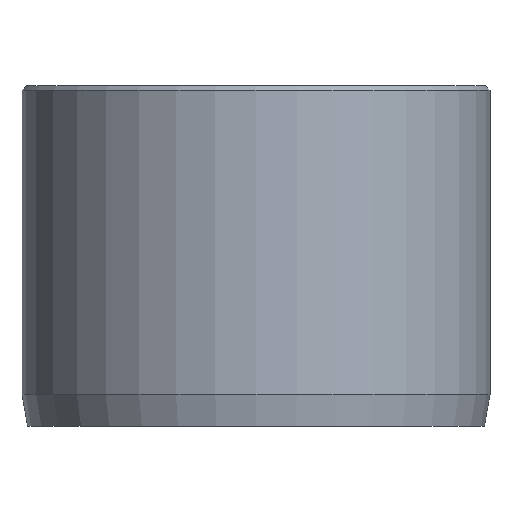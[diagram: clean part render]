
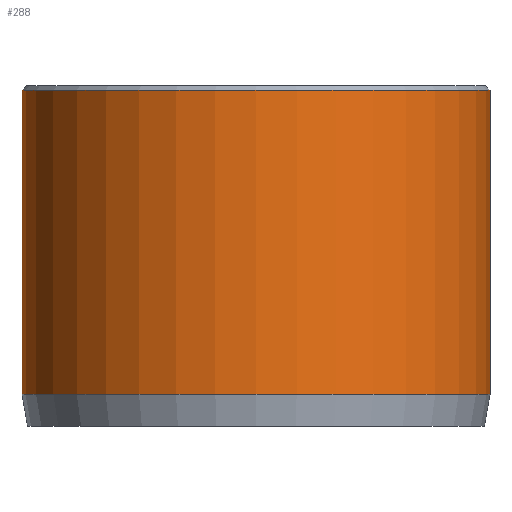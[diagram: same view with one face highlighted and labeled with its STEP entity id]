
A CAD part, front view. The second image highlights one B-rep face of the part: STEP entity #288.
In plain terms, the highlighted cylindrical face has radius 11 mm (diameter 22 mm), a partial arc.
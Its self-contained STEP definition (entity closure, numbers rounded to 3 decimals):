
#19 = VERTEX_POINT ( 'NONE', #639 ) ;
#37 = FACE_OUTER_BOUND ( 'NONE', #644, .T. ) ;
#120 = CARTESIAN_POINT ( 'NONE',  ( 11., 0., 1.5 ) ) ;
#202 = AXIS2_PLACEMENT_3D ( 'NONE', #880, #292, #974 ) ;
#218 = AXIS2_PLACEMENT_3D ( 'NONE', #879, #804, #791 ) ;
#267 = DIRECTION ( 'NONE',  ( 0., 0., -1. ) ) ;
#288 = ADVANCED_FACE ( 'NONE', ( #37 ), #829, .T. ) ;
#290 = ORIENTED_EDGE ( 'NONE', *, *, #679, .T. ) ;
#292 = DIRECTION ( 'NONE',  ( 0., 0., 1. ) ) ;
#325 = VECTOR ( 'NONE', #267, 1000. ) ;
#345 = EDGE_CURVE ( 'NONE', #833, #575, #778, .T. ) ;
#409 = DIRECTION ( 'NONE',  ( 0., 0., -1. ) ) ;
#435 = CIRCLE ( 'NONE', #202, 11. ) ;
#511 = DIRECTION ( 'NONE',  ( 0., 0., -1. ) ) ;
#532 = EDGE_CURVE ( 'NONE', #833, #784, #592, .T. ) ;
#551 = ORIENTED_EDGE ( 'NONE', *, *, #345, .T. ) ;
#575 = VERTEX_POINT ( 'NONE', #1224 ) ;
#592 = LINE ( 'NONE', #856, #325 ) ;
#611 = CARTESIAN_POINT ( 'NONE',  ( -11., 0., 16. ) ) ;
#620 = ORIENTED_EDGE ( 'NONE', *, *, #532, .F. ) ;
#639 = CARTESIAN_POINT ( 'NONE',  ( -11., 0., 1.5 ) ) ;
#644 = EDGE_LOOP ( 'NONE', ( #620, #551, #1045, #290 ) ) ;
#679 = EDGE_CURVE ( 'NONE', #19, #784, #435, .T. ) ;
#778 = CIRCLE ( 'NONE', #218, 11. ) ;
#784 = VERTEX_POINT ( 'NONE', #120 ) ;
#791 = DIRECTION ( 'NONE',  ( 1., 0., 0. ) ) ;
#803 = EDGE_CURVE ( 'NONE', #575, #19, #864, .T. ) ;
#804 = DIRECTION ( 'NONE',  ( 0., 0., -1. ) ) ;
#829 = CYLINDRICAL_SURFACE ( 'NONE', #1205, 11. ) ;
#833 = VERTEX_POINT ( 'NONE', #840 ) ;
#840 = CARTESIAN_POINT ( 'NONE',  ( 11., 0., 15.8 ) ) ;
#856 = CARTESIAN_POINT ( 'NONE',  ( 11., 0., 16. ) ) ;
#864 = LINE ( 'NONE', #611, #1103 ) ;
#879 = CARTESIAN_POINT ( 'NONE',  ( 0., 0., 15.8 ) ) ;
#880 = CARTESIAN_POINT ( 'NONE',  ( 0., 0., 1.5 ) ) ;
#974 = DIRECTION ( 'NONE',  ( 1., 0., 0. ) ) ;
#1045 = ORIENTED_EDGE ( 'NONE', *, *, #803, .T. ) ;
#1086 = DIRECTION ( 'NONE',  ( -1., 0., 0. ) ) ;
#1103 = VECTOR ( 'NONE', #409, 1000. ) ;
#1205 = AXIS2_PLACEMENT_3D ( 'NONE', #1237, #511, #1086 ) ;
#1224 = CARTESIAN_POINT ( 'NONE',  ( -11., 0., 15.8 ) ) ;
#1237 = CARTESIAN_POINT ( 'NONE',  ( 0., 0., 16. ) ) ;
